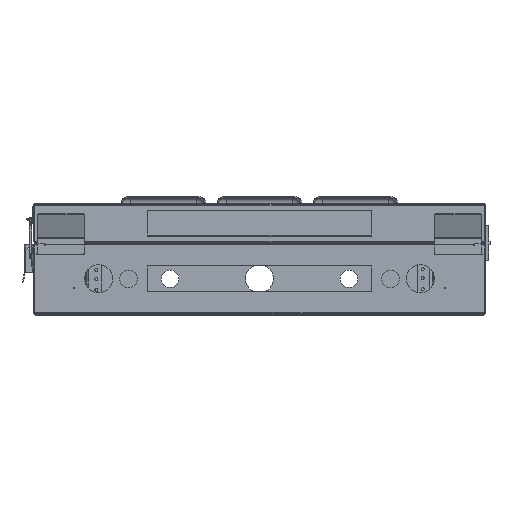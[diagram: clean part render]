
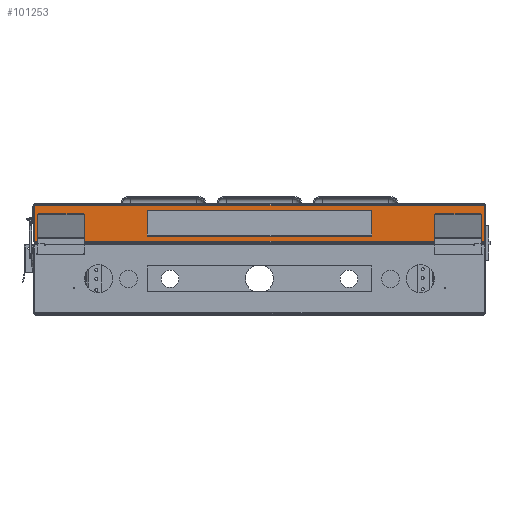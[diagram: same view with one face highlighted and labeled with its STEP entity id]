
A CAD part, front view. The second image highlights one B-rep face of the part: STEP entity #101253.
In plain terms, the highlighted planar face has unit normal (0, -1, 0).
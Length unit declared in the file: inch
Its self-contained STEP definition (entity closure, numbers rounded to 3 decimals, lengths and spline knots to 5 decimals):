
#420 = CARTESIAN_POINT ( 'NONE',  ( 0., -1.62396, 0. ) ) ;
#2551 = CARTESIAN_POINT ( 'NONE',  ( -12.65637, -1.62396, -2.12176 ) ) ;
#10417 = VECTOR ( 'NONE', #14317, 39.37008 ) ;
#10638 = LINE ( 'NONE', #35171, #51802 ) ;
#10645 = VERTEX_POINT ( 'NONE', #63038 ) ;
#14317 = DIRECTION ( 'NONE',  ( 1., 0., 0. ) ) ;
#16805 = VECTOR ( 'NONE', #27259, 39.37008 ) ;
#17542 = DIRECTION ( 'NONE',  ( 1., 0., 0. ) ) ;
#17745 = DIRECTION ( 'NONE',  ( 0., 0., 1. ) ) ;
#18453 = DIRECTION ( 'NONE',  ( -1., 0., 0. ) ) ;
#18525 = VECTOR ( 'NONE', #54225, 39.37008 ) ;
#18752 = ORIENTED_EDGE ( 'NONE', *, *, #39856, .F. ) ;
#23248 = ORIENTED_EDGE ( 'NONE', *, *, #26107, .F. ) ;
#23474 = CARTESIAN_POINT ( 'NONE',  ( 68.79926, -1.62396, -0.07874 ) ) ;
#25306 = CARTESIAN_POINT ( 'NONE',  ( -6.29921, -1.62396, -0.38175 ) ) ;
#25514 = DIRECTION ( 'NONE',  ( 0., 0., -1. ) ) ;
#25862 = VECTOR ( 'NONE', #17542, 39.37008 ) ;
#26107 = EDGE_CURVE ( 'NONE', #60260, #97666, #41644, .T. ) ;
#27259 = DIRECTION ( 'NONE',  ( 1., 0., 0. ) ) ;
#27315 = VERTEX_POINT ( 'NONE', #102982 ) ;
#27318 = AXIS2_PLACEMENT_3D ( 'NONE', #420, #36369, #90145 ) ;
#27765 = CARTESIAN_POINT ( 'NONE',  ( -12.65637, -1.62396, -0.07874 ) ) ;
#27859 = ORIENTED_EDGE ( 'NONE', *, *, #76580, .T. ) ;
#27871 = VECTOR ( 'NONE', #83513, 39.37008 ) ;
#28339 = EDGE_CURVE ( 'NONE', #61018, #27315, #65565, .T. ) ;
#29101 = CARTESIAN_POINT ( 'NONE',  ( -12.558, -1.62396, -0.07874 ) ) ;
#30575 = ORIENTED_EDGE ( 'NONE', *, *, #39415, .F. ) ;
#33079 = LINE ( 'NONE', #49248, #66176 ) ;
#33459 = EDGE_CURVE ( 'NONE', #102849, #56866, #67793, .T. ) ;
#35171 = CARTESIAN_POINT ( 'NONE',  ( 12.558, -1.62396, -0.07874 ) ) ;
#36369 = DIRECTION ( 'NONE',  ( 0., -1., 0. ) ) ;
#38493 = CARTESIAN_POINT ( 'NONE',  ( 12.558, -1.62396, -0.07874 ) ) ;
#39415 = EDGE_CURVE ( 'NONE', #68985, #54961, #89225, .T. ) ;
#39856 = EDGE_CURVE ( 'NONE', #56866, #60260, #10638, .T. ) ;
#40924 = LINE ( 'NONE', #25306, #97928 ) ;
#41644 = LINE ( 'NONE', #96527, #51211 ) ;
#42106 = ORIENTED_EDGE ( 'NONE', *, *, #93501, .T. ) ;
#42498 = DIRECTION ( 'NONE',  ( 1., 0., 0. ) ) ;
#43052 = ORIENTED_EDGE ( 'NONE', *, *, #59857, .F. ) ;
#43179 = EDGE_LOOP ( 'NONE', ( #94756, #93871, #23248, #18752, #101705, #90075, #30575, #43052 ) ) ;
#46791 = CARTESIAN_POINT ( 'NONE',  ( 12.65637, -1.62396, -0.07874 ) ) ;
#47745 = VERTEX_POINT ( 'NONE', #67907 ) ;
#48052 = ORIENTED_EDGE ( 'NONE', *, *, #67273, .T. ) ;
#49248 = CARTESIAN_POINT ( 'NONE',  ( 12.65637, -1.62396, -2.12176 ) ) ;
#49472 = PLANE ( 'NONE',  #27318 ) ;
#50396 = CARTESIAN_POINT ( 'NONE',  ( 6.29921, -1.62396, -0.38175 ) ) ;
#50744 = ORIENTED_EDGE ( 'NONE', *, *, #28339, .T. ) ;
#51211 = VECTOR ( 'NONE', #25514, 39.37008 ) ;
#51802 = VECTOR ( 'NONE', #42498, 39.37008 ) ;
#52707 = VECTOR ( 'NONE', #62605, 39.37008 ) ;
#54225 = DIRECTION ( 'NONE',  ( -1., 0., 0. ) ) ;
#54961 = VERTEX_POINT ( 'NONE', #65529 ) ;
#55186 = EDGE_CURVE ( 'NONE', #47745, #10645, #102993, .T. ) ;
#56866 = VERTEX_POINT ( 'NONE', #38493 ) ;
#57117 = DIRECTION ( 'NONE',  ( 0., 0., 1. ) ) ;
#57728 = DIRECTION ( 'NONE',  ( 0., 0., -1. ) ) ;
#59857 = EDGE_CURVE ( 'NONE', #47745, #68985, #101712, .T. ) ;
#60260 = VERTEX_POINT ( 'NONE', #46791 ) ;
#61018 = VERTEX_POINT ( 'NONE', #101626 ) ;
#61718 = VECTOR ( 'NONE', #17745, 39.37008 ) ;
#62605 = DIRECTION ( 'NONE',  ( -1., 0., 0. ) ) ;
#63038 = CARTESIAN_POINT ( 'NONE',  ( 12.558, -1.62396, -2.12176 ) ) ;
#64579 = VERTEX_POINT ( 'NONE', #91729 ) ;
#64638 = FACE_OUTER_BOUND ( 'NONE', #43179, .T. ) ;
#65529 = CARTESIAN_POINT ( 'NONE',  ( -12.65637, -1.62396, -0.07874 ) ) ;
#65565 = LINE ( 'NONE', #50396, #94872 ) ;
#66176 = VECTOR ( 'NONE', #18453, 39.37008 ) ;
#67273 = EDGE_CURVE ( 'NONE', #27315, #64579, #70947, .T. ) ;
#67793 = LINE ( 'NONE', #23474, #25862 ) ;
#67907 = CARTESIAN_POINT ( 'NONE',  ( -12.558, -1.62396, -2.12176 ) ) ;
#68985 = VERTEX_POINT ( 'NONE', #82934 ) ;
#69620 = CARTESIAN_POINT ( 'NONE',  ( 0., -1.62396, -2.12176 ) ) ;
#70443 = CARTESIAN_POINT ( 'NONE',  ( -6.29921, -1.62396, -1.81875 ) ) ;
#70947 = LINE ( 'NONE', #70443, #52707 ) ;
#76580 = EDGE_CURVE ( 'NONE', #64579, #90557, #40924, .T. ) ;
#76671 = CARTESIAN_POINT ( 'NONE',  ( -12.558, -1.62396, -2.12176 ) ) ;
#80034 = EDGE_CURVE ( 'NONE', #54961, #102849, #98786, .T. ) ;
#82934 = CARTESIAN_POINT ( 'NONE',  ( -12.65637, -1.62396, -2.12176 ) ) ;
#83513 = DIRECTION ( 'NONE',  ( 1., 0., 0. ) ) ;
#83802 = EDGE_LOOP ( 'NONE', ( #50744, #48052, #27859, #42106 ) ) ;
#84020 = CARTESIAN_POINT ( 'NONE',  ( -6.29921, -1.62396, -0.38175 ) ) ;
#88082 = CARTESIAN_POINT ( 'NONE',  ( -6.29921, -1.62396, -0.38175 ) ) ;
#89225 = LINE ( 'NONE', #2551, #61718 ) ;
#90075 = ORIENTED_EDGE ( 'NONE', *, *, #80034, .F. ) ;
#90145 = DIRECTION ( 'NONE',  ( 0., 0., -1. ) ) ;
#90557 = VERTEX_POINT ( 'NONE', #88082 ) ;
#91344 = LINE ( 'NONE', #84020, #27871 ) ;
#91729 = CARTESIAN_POINT ( 'NONE',  ( -6.29921, -1.62396, -1.81875 ) ) ;
#93100 = EDGE_CURVE ( 'NONE', #97666, #10645, #33079, .T. ) ;
#93501 = EDGE_CURVE ( 'NONE', #90557, #61018, #91344, .T. ) ;
#93871 = ORIENTED_EDGE ( 'NONE', *, *, #93100, .F. ) ;
#94756 = ORIENTED_EDGE ( 'NONE', *, *, #55186, .T. ) ;
#94872 = VECTOR ( 'NONE', #57728, 39.37008 ) ;
#96504 = FACE_BOUND ( 'NONE', #83802, .T. ) ;
#96527 = CARTESIAN_POINT ( 'NONE',  ( 12.65637, -1.62396, -0.07874 ) ) ;
#97666 = VERTEX_POINT ( 'NONE', #99887 ) ;
#97928 = VECTOR ( 'NONE', #57117, 39.37008 ) ;
#98786 = LINE ( 'NONE', #27765, #16805 ) ;
#99887 = CARTESIAN_POINT ( 'NONE',  ( 12.65637, -1.62396, -2.12176 ) ) ;
#101253 = ADVANCED_FACE ( 'NONE', ( #96504, #64638 ), #49472, .T. ) ;
#101626 = CARTESIAN_POINT ( 'NONE',  ( 6.29921, -1.62396, -0.38175 ) ) ;
#101705 = ORIENTED_EDGE ( 'NONE', *, *, #33459, .F. ) ;
#101712 = LINE ( 'NONE', #76671, #18525 ) ;
#102849 = VERTEX_POINT ( 'NONE', #29101 ) ;
#102982 = CARTESIAN_POINT ( 'NONE',  ( 6.29921, -1.62396, -1.81875 ) ) ;
#102993 = LINE ( 'NONE', #69620, #10417 ) ;
